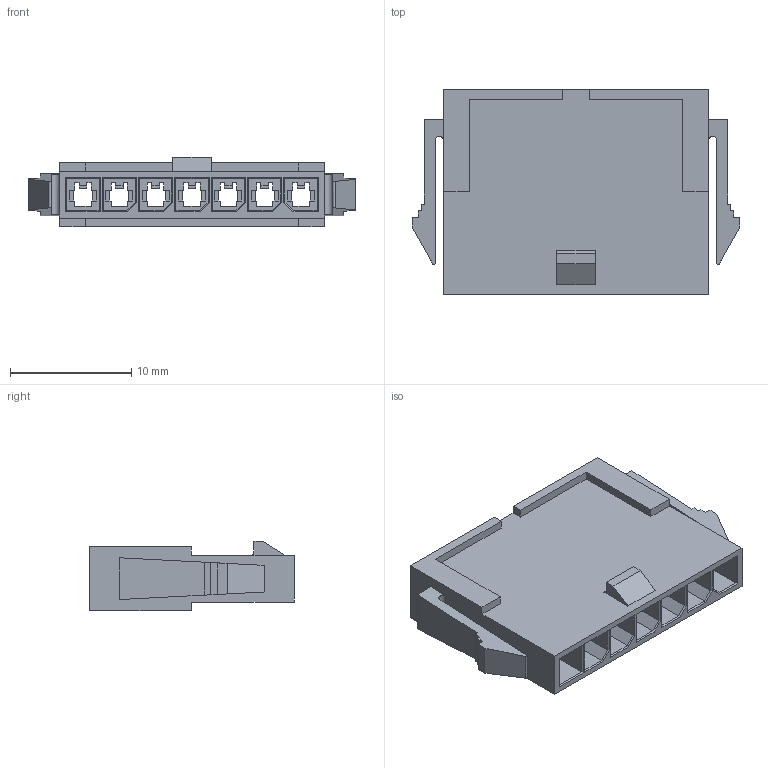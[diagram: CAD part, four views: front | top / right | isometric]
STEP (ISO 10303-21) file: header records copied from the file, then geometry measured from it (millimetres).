
FILE_DESCRIPTION(/* description */ ('Unknown'),/* implementation_level */ '2;1');
FILE_NAME(/* name */ '66200711822',/* time_stamp */ '2019-08-19T16:12:56+02:00',/* author */ ('Unknown'),/* organization */ ('Unknown'),/* preprocessor_version */ 'ST-DEVELOPER v16.7',/* originating_system */ 'DEX',/* authorisation */ $);
FILE_SCHEMA (('AUTOMOTIVE_DESIGN {1 0 10303 214 3 1 1}'));
Length unit declared in the file: millimetre
Products named in the file (2): 6620xx11822; 66200711822
Assembly tree (1 placements, depth 2):
  6620xx11822
    66200711822
Bounding box: 27.05 x 16.9 x 5.7 mm (x, y, z)
Volume: 948.8 mm3; surface area: 2447.3 mm2
Topology: 1 solids, 1 shells, 383 faces, 1051 edges, 680 vertices
Faces by surface type: plane 364, cylinder 19
Entity records: 11924 total; most frequent: CARTESIAN_POINT 2116, ORIENTED_EDGE 2102, DIRECTION 1859, EDGE_CURVE 1051, LINE 1013, VECTOR 1013, VERTEX_POINT 680, AXIS2_PLACEMENT_3D 423
